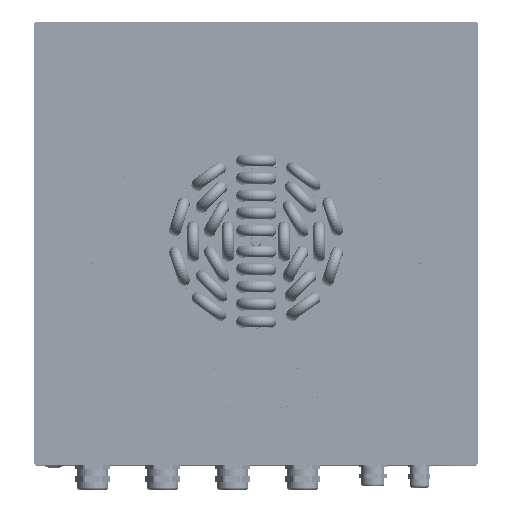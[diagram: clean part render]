
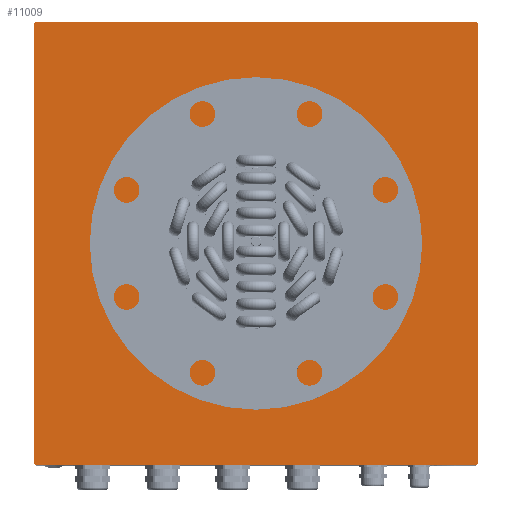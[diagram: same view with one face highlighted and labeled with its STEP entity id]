
A CAD part, top view. The second image highlights one B-rep face of the part: STEP entity #11009.
In plain terms, the highlighted face is planar.
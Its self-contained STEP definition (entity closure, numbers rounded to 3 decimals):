
#861 = LINE ( 'NONE', #49616, #68803 ) ;
#1699 = DIRECTION ( 'NONE',  ( 1., 0., 0. ) ) ;
#2096 = EDGE_LOOP ( 'NONE', ( #95000, #25250 ) ) ;
#5294 = LINE ( 'NONE', #43450, #50033 ) ;
#7225 = VERTEX_POINT ( 'NONE', #49844 ) ;
#9684 = CARTESIAN_POINT ( 'NONE',  ( -188., 190., -4. ) ) ;
#11009 = ADVANCED_FACE ( 'NONE', ( #116754, #60991 ), #13991, .T. ) ;
#12061 = ORIENTED_EDGE ( 'NONE', *, *, #120620, .F. ) ;
#13991 = PLANE ( 'NONE',  #88046 ) ;
#18057 = LINE ( 'NONE', #43314, #117536 ) ;
#22321 = DIRECTION ( 'NONE',  ( 0., 0., 1. ) ) ;
#24256 = VERTEX_POINT ( 'NONE', #53722 ) ;
#25250 = ORIENTED_EDGE ( 'NONE', *, *, #116314, .T. ) ;
#25845 = DIRECTION ( 'NONE',  ( 1., 0., 0. ) ) ;
#27454 = VERTEX_POINT ( 'NONE', #72721 ) ;
#27974 = CIRCLE ( 'NONE', #75902, 2. ) ;
#28576 = EDGE_LOOP ( 'NONE', ( #30763, #40855, #92231, #115751, #69465, #37749, #12061, #89125 ) ) ;
#29284 = CARTESIAN_POINT ( 'NONE',  ( 0., 0., -4. ) ) ;
#30763 = ORIENTED_EDGE ( 'NONE', *, *, #119161, .F. ) ;
#31068 = VERTEX_POINT ( 'NONE', #54164 ) ;
#33230 = EDGE_CURVE ( 'NONE', #27454, #120805, #51683, .T. ) ;
#34833 = EDGE_CURVE ( 'NONE', #83335, #118926, #100122, .T. ) ;
#36233 = DIRECTION ( 'NONE',  ( 0., 0., 1. ) ) ;
#36291 = AXIS2_PLACEMENT_3D ( 'NONE', #46680, #56690, #113062 ) ;
#37749 = ORIENTED_EDGE ( 'NONE', *, *, #69328, .F. ) ;
#38445 = DIRECTION ( 'NONE',  ( 1., 0., 0. ) ) ;
#40855 = ORIENTED_EDGE ( 'NONE', *, *, #86621, .F. ) ;
#42789 = CARTESIAN_POINT ( 'NONE',  ( 188., 188., -4. ) ) ;
#43314 = CARTESIAN_POINT ( 'NONE',  ( -188., 190., -4. ) ) ;
#43450 = CARTESIAN_POINT ( 'NONE',  ( 190., 188., -4. ) ) ;
#45829 = CIRCLE ( 'NONE', #81789, 85.15 ) ;
#46680 = CARTESIAN_POINT ( 'NONE',  ( 188., -188., -4. ) ) ;
#47381 = EDGE_CURVE ( 'NONE', #31068, #115513, #45829, .T. ) ;
#49616 = CARTESIAN_POINT ( 'NONE',  ( -188., -190., -4. ) ) ;
#49844 = CARTESIAN_POINT ( 'NONE',  ( -190., 188., -4. ) ) ;
#50033 = VECTOR ( 'NONE', #81588, 1000. ) ;
#51683 = CIRCLE ( 'NONE', #119833, 2. ) ;
#52654 = DIRECTION ( 'NONE',  ( -1., 0., 0. ) ) ;
#53722 = CARTESIAN_POINT ( 'NONE',  ( 188., 190., -4. ) ) ;
#54164 = CARTESIAN_POINT ( 'NONE',  ( 85.15, 0., -4. ) ) ;
#54513 = VECTOR ( 'NONE', #103742, 1000. ) ;
#55552 = CARTESIAN_POINT ( 'NONE',  ( -190., 188., -4. ) ) ;
#56690 = DIRECTION ( 'NONE',  ( 0., 0., 1. ) ) ;
#60991 = FACE_OUTER_BOUND ( 'NONE', #28576, .T. ) ;
#65071 = EDGE_CURVE ( 'NONE', #24256, #111629, #18057, .T. ) ;
#68803 = VECTOR ( 'NONE', #38445, 1000. ) ;
#69328 = EDGE_CURVE ( 'NONE', #7225, #27454, #110229, .T. ) ;
#69465 = ORIENTED_EDGE ( 'NONE', *, *, #33230, .F. ) ;
#72721 = CARTESIAN_POINT ( 'NONE',  ( -190., -188., -4. ) ) ;
#75040 = VERTEX_POINT ( 'NONE', #91929 ) ;
#75902 = AXIS2_PLACEMENT_3D ( 'NONE', #122465, #84779, #76017 ) ;
#76017 = DIRECTION ( 'NONE',  ( 1., 0., 0. ) ) ;
#79446 = CARTESIAN_POINT ( 'NONE',  ( 190., -188., -4. ) ) ;
#81507 = AXIS2_PLACEMENT_3D ( 'NONE', #123108, #96695, #85418 ) ;
#81588 = DIRECTION ( 'NONE',  ( 0., 1., 0. ) ) ;
#81789 = AXIS2_PLACEMENT_3D ( 'NONE', #109739, #90302, #25845 ) ;
#83335 = VERTEX_POINT ( 'NONE', #116618 ) ;
#83717 = CARTESIAN_POINT ( 'NONE',  ( -188., -188., -4. ) ) ;
#84779 = DIRECTION ( 'NONE',  ( 0., 0., 1. ) ) ;
#85418 = DIRECTION ( 'NONE',  ( -1., 0., 0. ) ) ;
#86621 = EDGE_CURVE ( 'NONE', #118926, #75040, #5294, .T. ) ;
#88046 = AXIS2_PLACEMENT_3D ( 'NONE', #42789, #89121, #116139 ) ;
#89121 = DIRECTION ( 'NONE',  ( 0., 0., -1. ) ) ;
#89125 = ORIENTED_EDGE ( 'NONE', *, *, #65071, .F. ) ;
#90217 = EDGE_CURVE ( 'NONE', #120805, #83335, #861, .T. ) ;
#90302 = DIRECTION ( 'NONE',  ( 0., 0., 1. ) ) ;
#91929 = CARTESIAN_POINT ( 'NONE',  ( 190., 188., -4. ) ) ;
#92231 = ORIENTED_EDGE ( 'NONE', *, *, #34833, .F. ) ;
#93507 = CIRCLE ( 'NONE', #81507, 2. ) ;
#95000 = ORIENTED_EDGE ( 'NONE', *, *, #47381, .T. ) ;
#95252 = CARTESIAN_POINT ( 'NONE',  ( -85.15, 0., -4. ) ) ;
#96695 = DIRECTION ( 'NONE',  ( 0., 0., 1. ) ) ;
#100122 = CIRCLE ( 'NONE', #36291, 2. ) ;
#103742 = DIRECTION ( 'NONE',  ( 0., -1., 0. ) ) ;
#104388 = DIRECTION ( 'NONE',  ( 1., 0., 0. ) ) ;
#107963 = CIRCLE ( 'NONE', #116049, 85.15 ) ;
#109159 = CARTESIAN_POINT ( 'NONE',  ( -188., -190., -4. ) ) ;
#109739 = CARTESIAN_POINT ( 'NONE',  ( 0., 0., -4. ) ) ;
#110229 = LINE ( 'NONE', #55552, #54513 ) ;
#111629 = VERTEX_POINT ( 'NONE', #9684 ) ;
#113062 = DIRECTION ( 'NONE',  ( 1., 0., 0. ) ) ;
#115513 = VERTEX_POINT ( 'NONE', #95252 ) ;
#115751 = ORIENTED_EDGE ( 'NONE', *, *, #90217, .F. ) ;
#116049 = AXIS2_PLACEMENT_3D ( 'NONE', #29284, #22321, #1699 ) ;
#116139 = DIRECTION ( 'NONE',  ( -1., 0., 0. ) ) ;
#116314 = EDGE_CURVE ( 'NONE', #115513, #31068, #107963, .T. ) ;
#116618 = CARTESIAN_POINT ( 'NONE',  ( 188., -190., -4. ) ) ;
#116754 = FACE_BOUND ( 'NONE', #2096, .T. ) ;
#117536 = VECTOR ( 'NONE', #52654, 1000. ) ;
#118926 = VERTEX_POINT ( 'NONE', #79446 ) ;
#119161 = EDGE_CURVE ( 'NONE', #75040, #24256, #93507, .T. ) ;
#119833 = AXIS2_PLACEMENT_3D ( 'NONE', #83717, #36233, #104388 ) ;
#120620 = EDGE_CURVE ( 'NONE', #111629, #7225, #27974, .T. ) ;
#120805 = VERTEX_POINT ( 'NONE', #109159 ) ;
#122465 = CARTESIAN_POINT ( 'NONE',  ( -188., 188., -4. ) ) ;
#123108 = CARTESIAN_POINT ( 'NONE',  ( 188., 188., -4. ) ) ;
